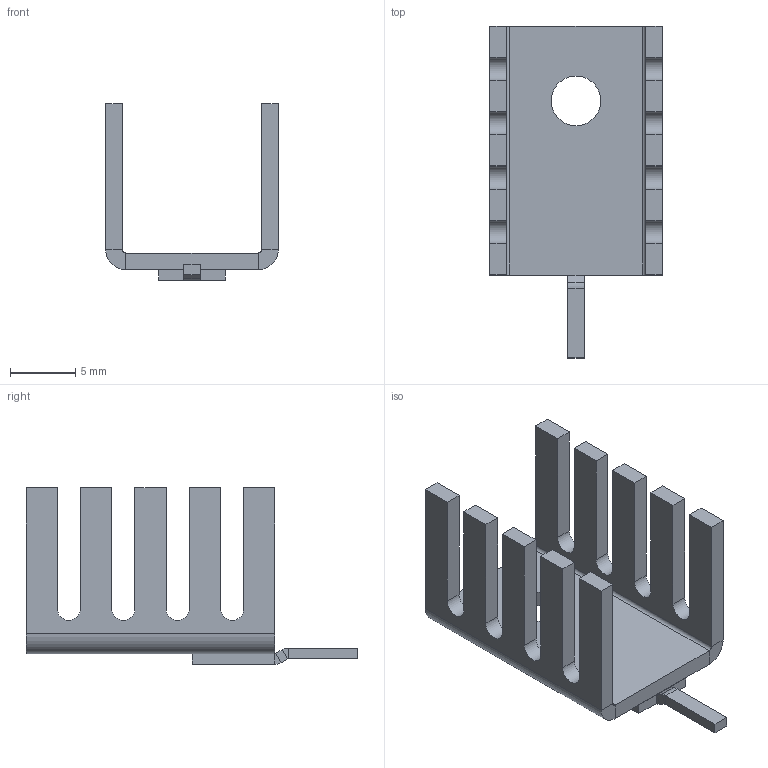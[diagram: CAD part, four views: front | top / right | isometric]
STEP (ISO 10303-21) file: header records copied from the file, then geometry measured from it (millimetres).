
FILE_DESCRIPTION (( 'STEP AP214' ), '1' );
FILE_NAME ('577202B04000G.STEP', '2024-05-20T04:05:37', ( 'LENOVO' ), ( '' ), 'SwSTEP 2.0', 'SolidWorks 2021', '' );
FILE_SCHEMA (( 'AUTOMOTIVE_DESIGN' ));
Length unit declared in the file: inch
Products named in the file (1): 577202B04000G
Bounding box: 13.21 x 25.4 x 13.51 mm (x, y, z)
Volume: 692.5 mm3; surface area: 1500.6 mm2
Topology: 2 solids, 2 shells, 80 faces, 196 edges, 120 vertices
Faces by surface type: plane 62, cylinder 18
Entity records: 2355 total; most frequent: CARTESIAN_POINT 397, DIRECTION 394, ORIENTED_EDGE 392, EDGE_CURVE 196, LINE 160, VECTOR 160, VERTEX_POINT 120, AXIS2_PLACEMENT_3D 117
